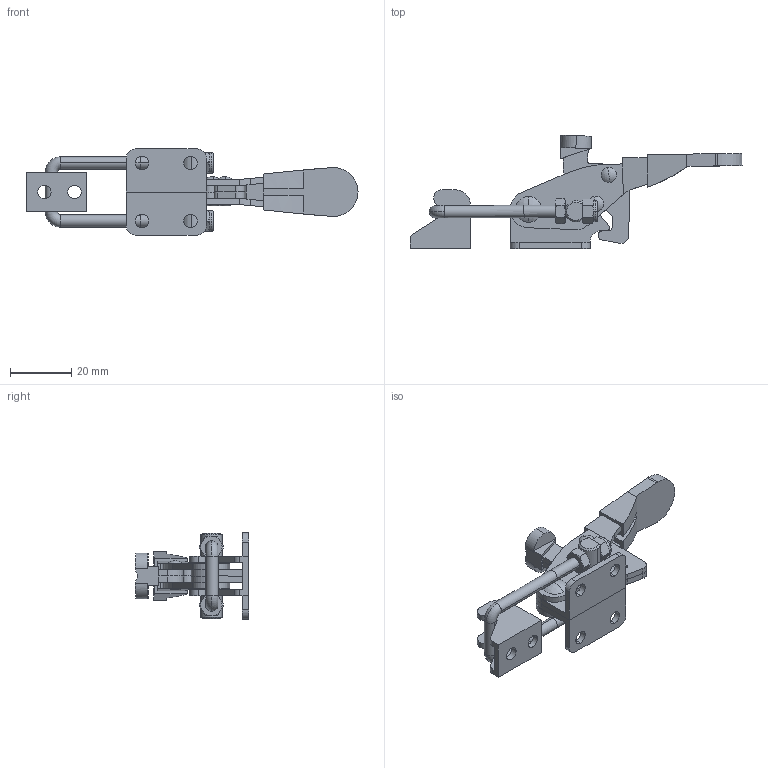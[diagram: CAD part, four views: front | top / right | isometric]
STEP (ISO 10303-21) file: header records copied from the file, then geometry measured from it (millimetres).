
FILE_DESCRIPTION (( 'STEP AP214' ), '1' );
FILE_NAME ('GH-40323-R(Â²¤Æ).STEP', '2020-07-08T00:44:30', ( 'LinWei' ), ( '' ), 'SwSTEP 2.0', 'SolidWorks 2016', '' );
FILE_SCHEMA (( 'AUTOMOTIVE_DESIGN' ));
Length unit declared in the file: millimetre
Products named in the file (6): 140323LP-1^GH-40323-R(簡化); Group4^GH-40323-R(簡化); Group3^GH-40323-R(簡化); Group2^GH-40323-R(簡化); Group1^GH-40323-R(簡化); GH-40323-R(簡化)
Assembly tree (5 placements, depth 2):
  GH-40323-R(簡化)
    Group1^GH-40323-R(簡化)
    Group2^GH-40323-R(簡化)
    Group3^GH-40323-R(簡化)
    Group4^GH-40323-R(簡化)
    140323LP-1^GH-40323-R(簡化)
Bounding box: 108.63 x 37.02 x 28.2 mm (x, y, z)
Volume: 13551.3 mm3; surface area: 13093.7 mm2
Topology: 7 solids, 7 shells, 799 faces, 2067 edges, 1329 vertices
Faces by surface type: plane 377, bspline 175, cylinder 151, cone 76, torus 14, sphere 6
Entity records: 31532 total; most frequent: CARTESIAN_POINT 12162, ORIENTED_EDGE 4134, DIRECTION 3268, EDGE_CURVE 2067, VERTEX_POINT 1329, VECTOR 1190, LINE 1190, AXIS2_PLACEMENT_3D 1039
